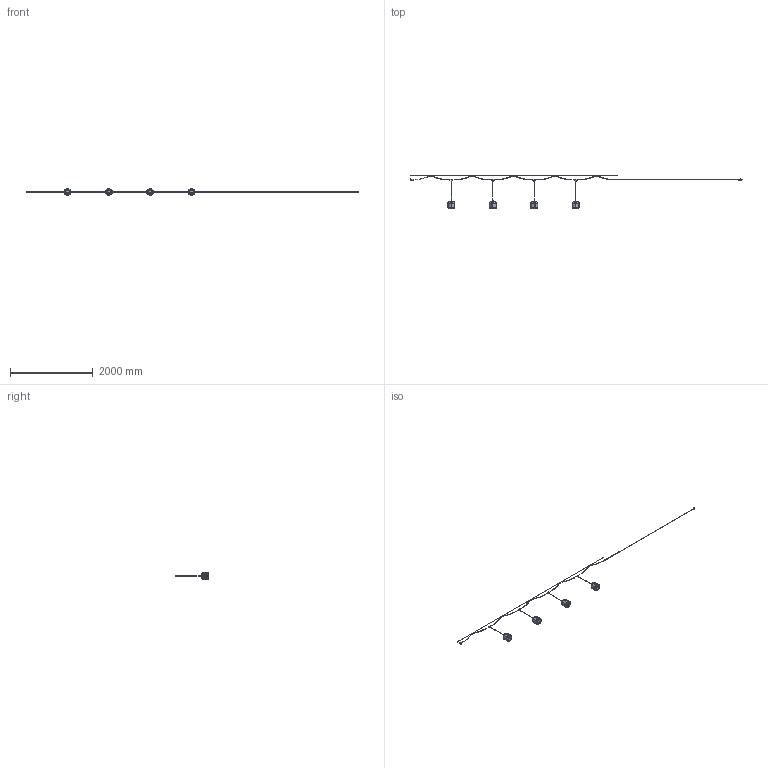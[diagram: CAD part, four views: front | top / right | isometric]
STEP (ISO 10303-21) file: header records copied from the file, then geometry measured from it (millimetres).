
FILE_DESCRIPTION (( 'STEP AP203' ), '1' );
FILE_NAME ('NANS CATENARY S-16-4L 309202yyxxx.STEP', '2022-01-28T12:05:22', ( '' ), ( '' ), 'SwSTEP 2.0', 'SolidWorks 2019', '' );
FILE_SCHEMA (( 'CONFIG_CONTROL_DESIGN' ));
Length unit declared in the file: millimetre
Products named in the file (32): D913-34A2; 000-335-076; 000-SUB309-500; 000-914-096; 000-309-029; 000-920-060 BASE; 000-309-505; 000-309-106; 000-908-057 NANS MINI; 000-914-104; 000-906-024 NANS MINI; 000-914-052; 000-920-060; 000-SUB335-03; 000-914-173; 000-914-172; 000-335-079; D965-310-A2; 000-920-061 NANS MINI ; NANS CATENARY S-16-4L 309202yyxxx; 000-335-081; 000-906-024-CABLE-HORIZONTAL; 000-335-078; 000-920-060 PRENSA; 000-309-503; 000-309-510 M; D965-38A2_ISO 7046-1 - M3 x 5 - Z --- 5N; 000-357-046
Assembly tree (87 placements, depth 3):
  NANS CATENARY S-16-4L 309202yyxxx
    000-920-061 NANS MINI 
    000-335-076  x5
    D913-34A2  x5
    000-914-096  x5
    000-908-057 NANS MINI
    000-906-024-CABLE-HORIZONTAL
    000-SUB335-03
      000-335-081
      000-335-079
      000-335-078
      000-357-046  x2
      000-914-173  x2
      000-914-172  x2
      000-914-052
    000-SUB309-500
      000-309-510 M
      000-309-505
      D965-38A2_ISO 7046-1 - M3 x 5 - Z --- 5N  x2
      000-309-503
      000-309-029
      000-906-024 NANS MINI
      000-914-104
      D965-310-A2  x2
      D913-34A2
    000-SUB309-500
      000-309-510 M
      000-309-505
      D965-38A2_ISO 7046-1 - M3 x 5 - Z --- 5N  x2
      000-309-503
      000-309-029
      000-906-024 NANS MINI
      000-914-104
      D965-310-A2  x2
      D913-34A2
    000-SUB309-500
      000-309-510 M
      000-309-505
      D965-38A2_ISO 7046-1 - M3 x 5 - Z --- 5N  x2
      000-309-503
      000-309-029
      000-906-024 NANS MINI
      000-914-104
      D965-310-A2  x2
      D913-34A2
    000-SUB309-500
      000-309-510 M
      000-309-505
      D965-38A2_ISO 7046-1 - M3 x 5 - Z --- 5N  x2
      000-309-503
      000-309-029
      000-906-024 NANS MINI
      000-914-104
      D965-310-A2  x2
      D913-34A2
    000-920-060
      000-920-060 PRENSA
      000-920-060 BASE
    000-920-060
      000-920-060 PRENSA
Bounding box: 8019 x 807.85 x 167 mm (x, y, z)
Volume: 1496834.3 mm3; surface area: 1550546.7 mm2
Topology: 79 solids, 90 shells, 4077 faces, 10751 edges, 6708 vertices
Faces by surface type: plane 1280, cone 930, cylinder 777, torus 636, bspline 432, sphere 22
Entity records: 49934 total; most frequent: CARTESIAN_POINT 15612, DIRECTION 6262, ORIENTED_EDGE 6218, EDGE_CURVE 3115, AXIS2_PLACEMENT_3D 2643, VERTEX_POINT 1979, CIRCLE 1472, EDGE_LOOP 1334
